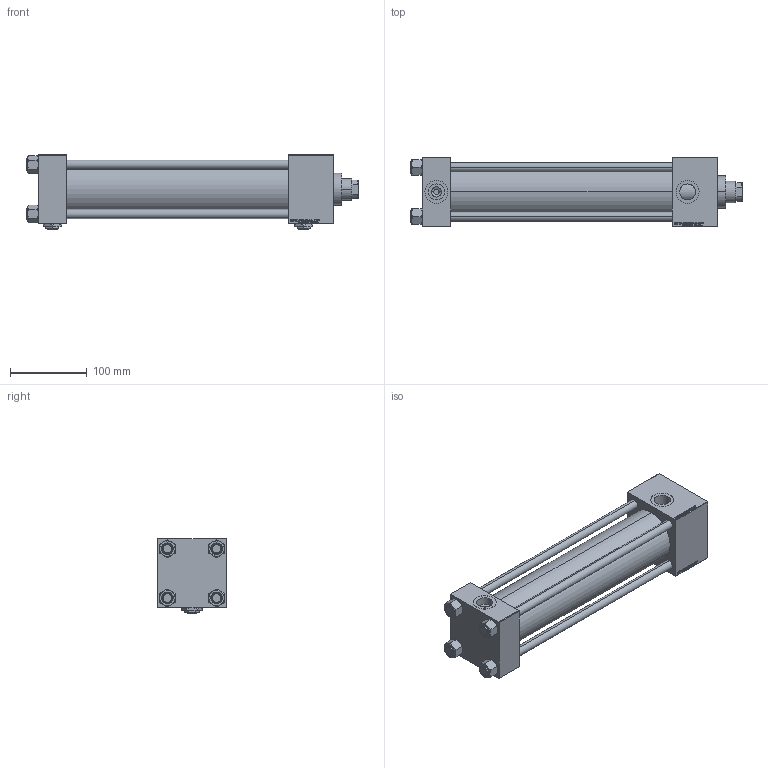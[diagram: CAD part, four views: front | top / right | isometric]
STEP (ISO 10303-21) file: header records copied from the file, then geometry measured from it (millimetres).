
FILE_DESCRIPTION (( 'STEP AP203' ), '1' );
FILE_NAME ('e9ed.STEP', '2022-04-16T03:13:17', ( '' ), ( '' ), 'SwSTEP 2.0', 'SolidWorks 2019', '' );
FILE_SCHEMA (( 'CONFIG_CONTROL_DESIGN' ));
Length unit declared in the file: millimetre
Products named in the file (7): NUT_M5_C 3482e29218477a005e4be803cfe3e0f5; V215_VC_A 3482e29218477a005e4be803cfe3e0f5; V215CR_VCP_C 3482e29218477a005e4be803cfe3e0f5; V215CR_C_TYCINKA 3482e29218477a005e4be803cfe3e0f5; V215CR_C_Body 3482e29218477a005e4be803cfe3e0f5; e9ed; Zatka_pro_OIL_PORT 3482e29218477a005e4be803cfe3e0f5
Assembly tree (13 placements, depth 2):
  e9ed
    V215CR_C_Body 3482e29218477a005e4be803cfe3e0f5
    V215CR_VCP_C 3482e29218477a005e4be803cfe3e0f5
    NUT_M5_C 3482e29218477a005e4be803cfe3e0f5  x4
    V215CR_C_TYCINKA 3482e29218477a005e4be803cfe3e0f5  x4
    V215_VC_A 3482e29218477a005e4be803cfe3e0f5
    Zatka_pro_OIL_PORT 3482e29218477a005e4be803cfe3e0f5  x2
Bounding box: 433 x 90 x 97 mm (x, y, z)
Volume: 1329175.3 mm3; surface area: 334287.7 mm2
Topology: 13 solids, 13 shells, 1256 faces, 3122 edges, 2015 vertices
Faces by surface type: plane 576, bspline 392, cone 178, cylinder 102, torus 8
Entity records: 52464 total; most frequent: CARTESIAN_POINT 27797, ORIENTED_EDGE 5544, DIRECTION 3586, EDGE_CURVE 2772, VERTEX_POINT 1813, LINE 1644, VECTOR 1644, EDGE_LOOP 1231
